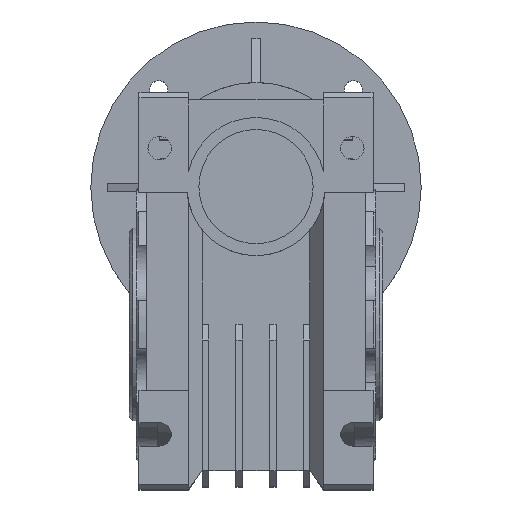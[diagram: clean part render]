
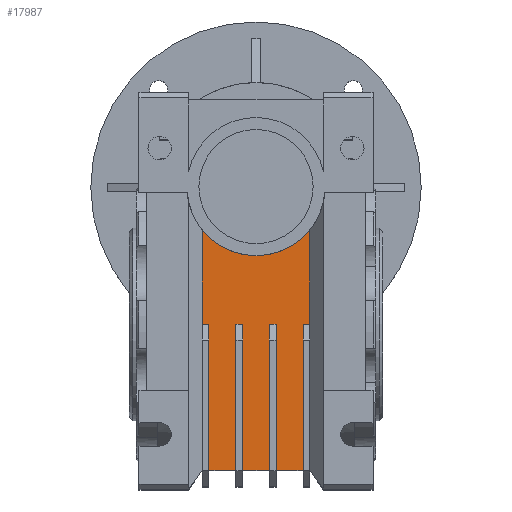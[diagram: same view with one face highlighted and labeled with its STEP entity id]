
A CAD part, top view. The second image highlights one B-rep face of the part: STEP entity #17987.
In plain terms, the highlighted face is planar.
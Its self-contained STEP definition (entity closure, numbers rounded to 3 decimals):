
#95 = DIRECTION ( 'NONE',  ( 1., 0., 0. ) ) ;
#96 = VECTOR ( 'NONE', #95, 1000. ) ;
#107 = LINE ( 'NONE', #111, #96 ) ;
#111 = CARTESIAN_POINT ( 'NONE',  ( 19.599, 0., -53. ) ) ;
#238 = DIRECTION ( 'NONE',  ( 1., 0., 0. ) ) ;
#240 = DIRECTION ( 'NONE',  ( 0., 0., 1. ) ) ;
#241 = CARTESIAN_POINT ( 'NONE',  ( 19.599, -60., -53. ) ) ;
#242 = CARTESIAN_POINT ( 'NONE',  ( -17.149, 0., -53. ) ) ;
#243 = CARTESIAN_POINT ( 'NONE',  ( -19.599, 0., -53. ) ) ;
#244 = CARTESIAN_POINT ( 'NONE',  ( -17.149, -53., -53. ) ) ;
#245 = LINE ( 'NONE', #244, #287 ) ;
#248 = CARTESIAN_POINT ( 'NONE',  ( -19.599, 34.359, -53. ) ) ;
#250 = AXIS2_PLACEMENT_3D ( 'NONE', #241, #240, #238 ) ;
#251 = CARTESIAN_POINT ( 'NONE',  ( 19.599, 0., -53. ) ) ;
#252 = LINE ( 'NONE', #251, #302 ) ;
#253 = PLANE ( 'NONE',  #250 ) ;
#254 = FACE_OUTER_BOUND ( 'NONE', #18006, .T. ) ;
#274 = DIRECTION ( 'NONE',  ( 0., 1., 0. ) ) ;
#275 = VECTOR ( 'NONE', #274, 1000. ) ;
#277 = CARTESIAN_POINT ( 'NONE',  ( 19.599, 34.359, -53. ) ) ;
#286 = DIRECTION ( 'NONE',  ( 0., 1., 0. ) ) ;
#287 = VECTOR ( 'NONE', #286, 1000. ) ;
#296 = DIRECTION ( 'NONE',  ( 0., 1., 0. ) ) ;
#297 = VECTOR ( 'NONE', #296, 1000. ) ;
#298 = CARTESIAN_POINT ( 'NONE',  ( 17.149, 0., -53. ) ) ;
#299 = CARTESIAN_POINT ( 'NONE',  ( 19.599, -60., -53. ) ) ;
#300 = LINE ( 'NONE', #299, #275 ) ;
#301 = DIRECTION ( 'NONE',  ( 1., 0., 0. ) ) ;
#302 = VECTOR ( 'NONE', #301, 1000. ) ;
#303 = LINE ( 'NONE', #305, #297 ) ;
#305 = CARTESIAN_POINT ( 'NONE',  ( -19.599, -60., -53. ) ) ;
#325 = DIRECTION ( 'NONE',  ( 0., 1., 0. ) ) ;
#326 = VECTOR ( 'NONE', #325, 1000. ) ;
#330 = CARTESIAN_POINT ( 'NONE',  ( -7.35, -53., -53. ) ) ;
#331 = LINE ( 'NONE', #330, #326 ) ;
#335 = AXIS2_PLACEMENT_3D ( 'NONE', #421, #420, #419 ) ;
#363 = CIRCLE ( 'NONE', #335, 25.075 ) ;
#369 = CARTESIAN_POINT ( 'NONE',  ( 19.599, 0., -53. ) ) ;
#372 = DIRECTION ( 'NONE',  ( 0., -1., 0. ) ) ;
#373 = VECTOR ( 'NONE', #372, 1000. ) ;
#376 = LINE ( 'NONE', #405, #404 ) ;
#380 = CARTESIAN_POINT ( 'NONE',  ( 7.35, 0., -53. ) ) ;
#381 = LINE ( 'NONE', #380, #373 ) ;
#396 = DIRECTION ( 'NONE',  ( 0., 1., 0. ) ) ;
#397 = VECTOR ( 'NONE', #396, 1000. ) ;
#398 = CARTESIAN_POINT ( 'NONE',  ( 4.9, -60., -53. ) ) ;
#401 = LINE ( 'NONE', #398, #397 ) ;
#403 = DIRECTION ( 'NONE',  ( 0., -1., 0. ) ) ;
#404 = VECTOR ( 'NONE', #403, 1000. ) ;
#405 = CARTESIAN_POINT ( 'NONE',  ( 17.149, 0., -53. ) ) ;
#407 = DIRECTION ( 'NONE',  ( 1., 0., 0. ) ) ;
#408 = VECTOR ( 'NONE', #407, 1000. ) ;
#409 = CARTESIAN_POINT ( 'NONE',  ( 19.599, 0., -53. ) ) ;
#410 = LINE ( 'NONE', #409, #408 ) ;
#412 = DIRECTION ( 'NONE',  ( 0., -1., 0. ) ) ;
#413 = VECTOR ( 'NONE', #412, 1000. ) ;
#414 = CARTESIAN_POINT ( 'NONE',  ( -4.9, -60., -53. ) ) ;
#415 = LINE ( 'NONE', #414, #413 ) ;
#419 = DIRECTION ( 'NONE',  ( -1., 0., 0. ) ) ;
#420 = DIRECTION ( 'NONE',  ( 0., 0., -1. ) ) ;
#421 = CARTESIAN_POINT ( 'NONE',  ( 0., 50., -53. ) ) ;
#2587 = CARTESIAN_POINT ( 'NONE',  ( 4.9, 0., -53. ) ) ;
#2632 = DIRECTION ( 'NONE',  ( 1., 0., 0. ) ) ;
#2633 = VECTOR ( 'NONE', #2632, 1000. ) ;
#2640 = CARTESIAN_POINT ( 'NONE',  ( 7.35, 0., -53. ) ) ;
#2655 = CARTESIAN_POINT ( 'NONE',  ( 19.599, 0., -53. ) ) ;
#2656 = LINE ( 'NONE', #2655, #2633 ) ;
#6867 = VERTEX_POINT ( 'NONE', #11436 ) ;
#6872 = VERTEX_POINT ( 'NONE', #11382 ) ;
#6873 = VERTEX_POINT ( 'NONE', #11428 ) ;
#6880 = VERTEX_POINT ( 'NONE', #11470 ) ;
#6884 = EDGE_CURVE ( 'NONE', #6872, #6873, #11452, .T. ) ;
#6887 = VERTEX_POINT ( 'NONE', #11453 ) ;
#6904 = EDGE_CURVE ( 'NONE', #6867, #7207, #11505, .T. ) ;
#6921 = EDGE_CURVE ( 'NONE', #6887, #6880, #11477, .T. ) ;
#7207 = VERTEX_POINT ( 'NONE', #12024 ) ;
#11382 = CARTESIAN_POINT ( 'NONE',  ( 7.35, -53., -53. ) ) ;
#11428 = CARTESIAN_POINT ( 'NONE',  ( 17.149, -53., -53. ) ) ;
#11436 = CARTESIAN_POINT ( 'NONE',  ( -4.9, -53., -53. ) ) ;
#11443 = DIRECTION ( 'NONE',  ( 1., 0., 0. ) ) ;
#11444 = VECTOR ( 'NONE', #11443, 1000. ) ;
#11445 = CARTESIAN_POINT ( 'NONE',  ( 7.35, -53., -53. ) ) ;
#11452 = LINE ( 'NONE', #11445, #11444 ) ;
#11453 = CARTESIAN_POINT ( 'NONE',  ( -7.35, -53., -53. ) ) ;
#11470 = CARTESIAN_POINT ( 'NONE',  ( -17.149, -53., -53. ) ) ;
#11474 = DIRECTION ( 'NONE',  ( -1., 0., 0. ) ) ;
#11475 = VECTOR ( 'NONE', #11474, 1000. ) ;
#11476 = CARTESIAN_POINT ( 'NONE',  ( -7.35, -53., -53. ) ) ;
#11477 = LINE ( 'NONE', #11476, #11475 ) ;
#11492 = DIRECTION ( 'NONE',  ( 1., 0., 0. ) ) ;
#11493 = VECTOR ( 'NONE', #11492, 1000. ) ;
#11494 = CARTESIAN_POINT ( 'NONE',  ( 19.599, -53., -53. ) ) ;
#11505 = LINE ( 'NONE', #11494, #11493 ) ;
#12024 = CARTESIAN_POINT ( 'NONE',  ( 4.9, -53., -53. ) ) ;
#17865 = VERTEX_POINT ( 'NONE', #22777 ) ;
#17866 = VERTEX_POINT ( 'NONE', #22771 ) ;
#17915 = EDGE_CURVE ( 'NONE', #17865, #17866, #107, .T. ) ;
#17986 = ORIENTED_EDGE ( 'NONE', *, *, #20608, .F. ) ;
#17987 = ADVANCED_FACE ( 'NONE', ( #254 ), #253, .F. ) ;
#17990 = ORIENTED_EDGE ( 'NONE', *, *, #6921, .T. ) ;
#17991 = ORIENTED_EDGE ( 'NONE', *, *, #17995, .F. ) ;
#17992 = VERTEX_POINT ( 'NONE', #243 ) ;
#17993 = VERTEX_POINT ( 'NONE', #242 ) ;
#17994 = ORIENTED_EDGE ( 'NONE', *, *, #18002, .T. ) ;
#17995 = EDGE_CURVE ( 'NONE', #17992, #17993, #252, .T. ) ;
#17996 = VERTEX_POINT ( 'NONE', #248 ) ;
#17997 = EDGE_CURVE ( 'NONE', #17992, #17996, #303, .T. ) ;
#17998 = ORIENTED_EDGE ( 'NONE', *, *, #18072, .F. ) ;
#17999 = VERTEX_POINT ( 'NONE', #298 ) ;
#18001 = ORIENTED_EDGE ( 'NONE', *, *, #17915, .F. ) ;
#18002 = EDGE_CURVE ( 'NONE', #6880, #17993, #245, .T. ) ;
#18004 = ORIENTED_EDGE ( 'NONE', *, *, #18013, .F. ) ;
#18006 = EDGE_LOOP ( 'NONE', ( #18001, #18004, #17990, #17994, #17991, #18065, #18068, #18071, #17998, #18067, #18019, #18056, #17986, #18059, #18057, #18062 ) ) ;
#18009 = EDGE_CURVE ( 'NONE', #18069, #18017, #300, .T. ) ;
#18013 = EDGE_CURVE ( 'NONE', #6887, #17865, #331, .T. ) ;
#18017 = VERTEX_POINT ( 'NONE', #277 ) ;
#18019 = ORIENTED_EDGE ( 'NONE', *, *, #6884, .F. ) ;
#18055 = EDGE_CURVE ( 'NONE', #20606, #6872, #381, .T. ) ;
#18056 = ORIENTED_EDGE ( 'NONE', *, *, #18055, .F. ) ;
#18057 = ORIENTED_EDGE ( 'NONE', *, *, #6904, .F. ) ;
#18059 = ORIENTED_EDGE ( 'NONE', *, *, #18074, .F. ) ;
#18062 = ORIENTED_EDGE ( 'NONE', *, *, #18070, .F. ) ;
#18065 = ORIENTED_EDGE ( 'NONE', *, *, #17997, .T. ) ;
#18066 = EDGE_CURVE ( 'NONE', #18017, #17996, #363, .T. ) ;
#18067 = ORIENTED_EDGE ( 'NONE', *, *, #18073, .T. ) ;
#18068 = ORIENTED_EDGE ( 'NONE', *, *, #18066, .F. ) ;
#18069 = VERTEX_POINT ( 'NONE', #369 ) ;
#18070 = EDGE_CURVE ( 'NONE', #17866, #6867, #415, .T. ) ;
#18071 = ORIENTED_EDGE ( 'NONE', *, *, #18009, .F. ) ;
#18072 = EDGE_CURVE ( 'NONE', #17999, #18069, #410, .T. ) ;
#18073 = EDGE_CURVE ( 'NONE', #17999, #6873, #376, .T. ) ;
#18074 = EDGE_CURVE ( 'NONE', #7207, #20583, #401, .T. ) ;
#20583 = VERTEX_POINT ( 'NONE', #2587 ) ;
#20606 = VERTEX_POINT ( 'NONE', #2640 ) ;
#20608 = EDGE_CURVE ( 'NONE', #20583, #20606, #2656, .T. ) ;
#22771 = CARTESIAN_POINT ( 'NONE',  ( -4.9, 0., -53. ) ) ;
#22777 = CARTESIAN_POINT ( 'NONE',  ( -7.35, 0., -53. ) ) ;
